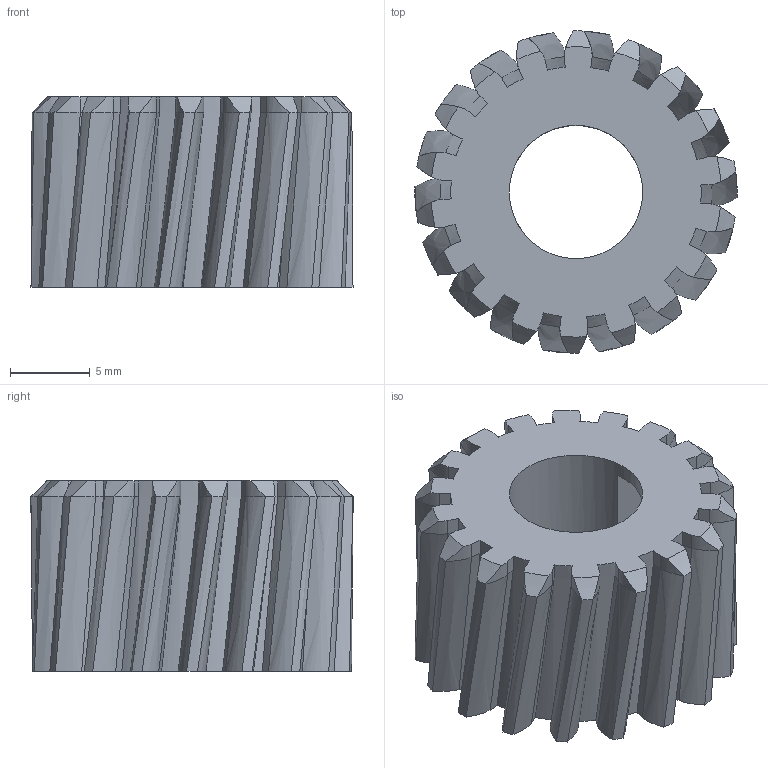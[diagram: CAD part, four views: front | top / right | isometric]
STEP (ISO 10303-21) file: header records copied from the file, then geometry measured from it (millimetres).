
FILE_DESCRIPTION(/* description */ (''),/* implementation_level */ '2;1');
FILE_NAME(/* name */ 'Replacement Gear for TS-53Z868-30 v6.step',/* time_stamp */ '2018-02-01T13:48:09-08:00',/* author */ (''),/* organization */ (''),/* preprocessor_version */ 'ST-DEVELOPER v16.13',/* originating_system */ 'Autodesk Translation Framework v6.5.0.72',/* authorisation */ '');
FILE_SCHEMA (('AUTOMOTIVE_DESIGN { 1 0 10303 214 3 1 1 }'));
Length unit declared in the file: millimetre
Products named in the file (2): Replacement Gear for TS-53Z868-30; Healical Gear (18R@7.50)
Assembly tree (1 placements, depth 2):
  Replacement Gear for TS-53Z868-30
    Healical Gear (18R@7.50)
Bounding box: 20.15 x 20.16 x 11.9 mm (x, y, z)
Volume: 2105.7 mm3; surface area: 2231.7 mm2
Topology: 1 solids, 1 shells, 217 faces, 573 edges, 358 vertices
Faces by surface type: bspline 126, plane 48, cylinder 25, cone 18
Full cylindrical faces by diameter (mm): 8.35 x1
Entity records: 16698 total; most frequent: CARTESIAN_POINT 12275, ORIENTED_EDGE 1146, DIRECTION 617, EDGE_CURVE 573, VERTEX_POINT 358, EDGE_LOOP 219, FACE_OUTER_BOUND 217, ADVANCED_FACE 217
